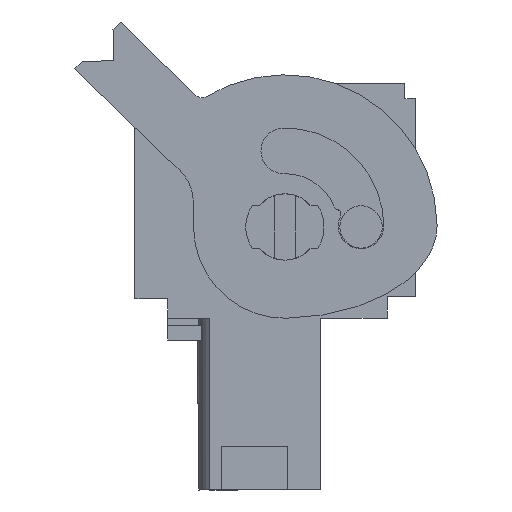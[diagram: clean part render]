
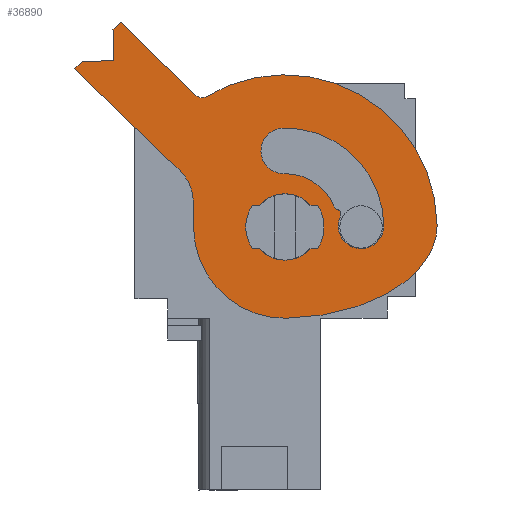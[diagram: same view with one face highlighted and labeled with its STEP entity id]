
A CAD part, left-side view. The second image highlights one B-rep face of the part: STEP entity #36890.
In plain terms, the highlighted planar face has unit normal (-1, 0, 0).
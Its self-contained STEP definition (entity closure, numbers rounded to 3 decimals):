
#36229=AXIS2_PLACEMENT_3D('Circle Axis2P3D',#36227,#36228,$) ;
#36432=AXIS2_PLACEMENT_3D('Circle Axis2P3D',#36430,#36431,$) ;
#36463=AXIS2_PLACEMENT_3D('Circle Axis2P3D',#36461,#36462,$) ;
#36616=AXIS2_PLACEMENT_3D('Circle Axis2P3D',#36614,#36615,$) ;
#36647=AXIS2_PLACEMENT_3D('Circle Axis2P3D',#36645,#36646,$) ;
#36671=AXIS2_PLACEMENT_3D('Circle Axis2P3D',#36669,#36670,$) ;
#36695=AXIS2_PLACEMENT_3D('Circle Axis2P3D',#36693,#36694,$) ;
#36719=AXIS2_PLACEMENT_3D('Circle Axis2P3D',#36717,#36718,$) ;
#36736=AXIS2_PLACEMENT_3D('Circle Axis2P3D',#36734,#36735,$) ;
#36753=AXIS2_PLACEMENT_3D('Circle Axis2P3D',#36751,#36752,$) ;
#36801=AXIS2_PLACEMENT_3D('Circle Axis2P3D',#36799,#36800,$) ;
#36857=AXIS2_PLACEMENT_3D('Plane Axis2P3D',#36854,#36855,#36856) ;
#36875=AXIS2_PLACEMENT_3D('Circle Axis2P3D',#36873,#36874,$) ;
#36224=CARTESIAN_POINT('Vertex',(0.5,6.999,13.625)) ;
#36227=CARTESIAN_POINT('Axis2P3D Location',(0.5,6.999,12.1)) ;
#36231=CARTESIAN_POINT('Vertex',(0.5,6.999,10.575)) ;
#36427=CARTESIAN_POINT('Vertex',(0.5,10.607,18.099)) ;
#36430=CARTESIAN_POINT('Axis2P3D Location',(0.5,6.999,12.1)) ;
#36434=CARTESIAN_POINT('Vertex',(0.5,0.,12.21)) ;
#36458=CARTESIAN_POINT('Vertex',(0.5,6.933,7.901)) ;
#36461=CARTESIAN_POINT('Axis2P3D Location',(0.5,6.999,12.1)) ;
#36465=CARTESIAN_POINT('Vertex',(0.5,11.198,12.034)) ;
#36489=CARTESIAN_POINT('Vertex',(0.5,16.66,19.374)) ;
#36492=CARTESIAN_POINT('Line Origine',(0.5,16.492,19.547)) ;
#36496=CARTESIAN_POINT('Vertex',(0.5,16.324,19.72)) ;
#36516=CARTESIAN_POINT('Line Origine',(0.5,15.605,19.732)) ;
#36520=CARTESIAN_POINT('Vertex',(0.5,14.886,19.743)) ;
#36540=CARTESIAN_POINT('Line Origine',(0.5,14.897,20.462)) ;
#36544=CARTESIAN_POINT('Vertex',(0.5,14.909,21.181)) ;
#36559=CARTESIAN_POINT('Line Origine',(0.5,14.741,21.355)) ;
#36563=CARTESIAN_POINT('Vertex',(0.5,14.573,21.528)) ;
#36583=CARTESIAN_POINT('Line Origine',(0.5,12.832,19.841)) ;
#36587=CARTESIAN_POINT('Vertex',(0.5,11.091,18.154)) ;
#36611=CARTESIAN_POINT('Vertex',(0.5,7.038,14.55)) ;
#36614=CARTESIAN_POINT('Axis2P3D Location',(0.5,6.999,12.1)) ;
#36618=CARTESIAN_POINT('Vertex',(0.5,4.727,13.018)) ;
#36642=CARTESIAN_POINT('Vertex',(0.5,4.583,12.897)) ;
#36645=CARTESIAN_POINT('Axis2P3D Location',(0.5,4.624,12.701)) ;
#36649=CARTESIAN_POINT('Vertex',(0.5,4.444,12.614)) ;
#36669=CARTESIAN_POINT('Axis2P3D Location',(0.5,4.542,13.093)) ;
#36690=CARTESIAN_POINT('Vertex',(0.5,7.071,16.649)) ;
#36693=CARTESIAN_POINT('Axis2P3D Location',(0.5,7.054,15.6)) ;
#36714=CARTESIAN_POINT('Vertex',(0.5,2.45,12.172)) ;
#36717=CARTESIAN_POINT('Axis2P3D Location',(0.5,6.999,12.1)) ;
#36734=CARTESIAN_POINT('Axis2P3D Location',(0.5,3.499,12.155)) ;
#36751=CARTESIAN_POINT('Axis2P3D Location',(0.5,10.813,18.442)) ;
#36772=CARTESIAN_POINT('Vertex',(0.5,11.826,14.689)) ;
#36775=CARTESIAN_POINT('Line Origine',(0.5,14.243,17.031)) ;
#36796=CARTESIAN_POINT('Vertex',(0.5,11.218,13.284)) ;
#36799=CARTESIAN_POINT('Axis2P3D Location',(0.5,13.218,13.253)) ;
#36816=CARTESIAN_POINT('Line Origine',(0.5,11.208,12.659)) ;
#36837=CARTESIAN_POINT('Control Point',(0.5,6.933,7.901)) ;
#36838=CARTESIAN_POINT('Control Point',(0.5,5.853,7.917)) ;
#36839=CARTESIAN_POINT('Control Point',(0.5,4.775,8.059)) ;
#36840=CARTESIAN_POINT('Control Point',(0.5,3.734,8.326)) ;
#36841=CARTESIAN_POINT('Control Point',(0.5,1.928,9.07)) ;
#36842=CARTESIAN_POINT('Control Point',(0.5,0.648,10.227)) ;
#36843=CARTESIAN_POINT('Control Point',(0.5,0.205,10.857)) ;
#36844=CARTESIAN_POINT('Control Point',(0.5,-0.011,11.535)) ;
#36845=CARTESIAN_POINT('Control Point',(0.5,0.,12.21)) ;
#36854=CARTESIAN_POINT('Axis2P3D Location',(0.5,8.399,24.2)) ;
#36873=CARTESIAN_POINT('Axis2P3D Location',(0.5,6.999,12.1)) ;
#36228=DIRECTION('Axis2P3D Direction',(-1.,0.,0.)) ;
#36431=DIRECTION('Axis2P3D Direction',(-1.,0.,0.)) ;
#36462=DIRECTION('Axis2P3D Direction',(-1.,0.,0.)) ;
#36493=DIRECTION('Vector Direction',(0.,-0.696,0.718)) ;
#36517=DIRECTION('Vector Direction',(0.,-1.,0.016)) ;
#36541=DIRECTION('Vector Direction',(0.,0.016,1.)) ;
#36560=DIRECTION('Vector Direction',(0.,-0.696,0.718)) ;
#36584=DIRECTION('Vector Direction',(0.,-0.718,-0.696)) ;
#36615=DIRECTION('Axis2P3D Direction',(-1.,0.,0.)) ;
#36646=DIRECTION('Axis2P3D Direction',(-1.,0.,0.)) ;
#36670=DIRECTION('Axis2P3D Direction',(-1.,0.,0.)) ;
#36694=DIRECTION('Axis2P3D Direction',(-1.,0.,0.)) ;
#36718=DIRECTION('Axis2P3D Direction',(-1.,0.,0.)) ;
#36735=DIRECTION('Axis2P3D Direction',(-1.,0.,0.)) ;
#36752=DIRECTION('Axis2P3D Direction',(-1.,0.,0.)) ;
#36776=DIRECTION('Vector Direction',(0.,-0.718,-0.696)) ;
#36800=DIRECTION('Axis2P3D Direction',(-1.,0.,0.)) ;
#36817=DIRECTION('Vector Direction',(0.,-0.016,-1.)) ;
#36855=DIRECTION('Axis2P3D Direction',(1.,0.,0.)) ;
#36856=DIRECTION('Axis2P3D XDirection',(0.,0.,-1.)) ;
#36874=DIRECTION('Axis2P3D Direction',(1.,0.,0.)) ;
#36494=VECTOR('Line Direction',#36493,1.) ;
#36518=VECTOR('Line Direction',#36517,1.) ;
#36542=VECTOR('Line Direction',#36541,1.) ;
#36561=VECTOR('Line Direction',#36560,1.) ;
#36585=VECTOR('Line Direction',#36584,1.) ;
#36777=VECTOR('Line Direction',#36776,1.) ;
#36818=VECTOR('Line Direction',#36817,1.) ;
#36860=ORIENTED_EDGE('',*,*,#36846,.T.) ;
#36861=ORIENTED_EDGE('',*,*,#36436,.F.) ;
#36862=ORIENTED_EDGE('',*,*,#36755,.T.) ;
#36863=ORIENTED_EDGE('',*,*,#36589,.F.) ;
#36864=ORIENTED_EDGE('',*,*,#36565,.F.) ;
#36865=ORIENTED_EDGE('',*,*,#36546,.F.) ;
#36866=ORIENTED_EDGE('',*,*,#36522,.F.) ;
#36867=ORIENTED_EDGE('',*,*,#36498,.F.) ;
#36868=ORIENTED_EDGE('',*,*,#36779,.T.) ;
#36869=ORIENTED_EDGE('',*,*,#36803,.T.) ;
#36870=ORIENTED_EDGE('',*,*,#36820,.T.) ;
#36871=ORIENTED_EDGE('',*,*,#36467,.F.) ;
#36879=ORIENTED_EDGE('',*,*,#36877,.T.) ;
#36880=ORIENTED_EDGE('',*,*,#36233,.T.) ;
#36883=ORIENTED_EDGE('',*,*,#36721,.T.) ;
#36884=ORIENTED_EDGE('',*,*,#36738,.T.) ;
#36885=ORIENTED_EDGE('',*,*,#36651,.F.) ;
#36886=ORIENTED_EDGE('',*,*,#36673,.T.) ;
#36887=ORIENTED_EDGE('',*,*,#36620,.F.) ;
#36888=ORIENTED_EDGE('',*,*,#36697,.T.) ;
#36881=FACE_BOUND('',#36878,.T.) ;
#36889=FACE_BOUND('',#36882,.T.) ;
#36890=ADVANCED_FACE('L\X2\00F6\X0\sehebel.2',(#36872,#36881,#36889),#36858,.F.) ;
#36836=B_SPLINE_CURVE_WITH_KNOTS('',5,(#36837,#36838,#36839,#36840,#36841,#36842,#36843,#36844,#36845),.UNSPECIFIED.,.F.,.U.,(6,3,6),(0.,8.296,15.673),.UNSPECIFIED.) ;
#36230=CIRCLE('generated circle',#36229,1.525) ;
#36433=CIRCLE('generated circle',#36432,7.) ;
#36464=CIRCLE('generated circle',#36463,4.2) ;
#36617=CIRCLE('generated circle',#36616,2.45) ;
#36648=CIRCLE('generated circle',#36647,0.2) ;
#36672=CIRCLE('generated circle',#36671,0.2) ;
#36696=CIRCLE('generated circle',#36695,1.05) ;
#36720=CIRCLE('generated circle',#36719,4.55) ;
#36737=CIRCLE('generated circle',#36736,1.05) ;
#36754=CIRCLE('generated circle',#36753,0.4) ;
#36802=CIRCLE('generated circle',#36801,2.) ;
#36876=CIRCLE('generated circle',#36875,1.525) ;
#36233=EDGE_CURVE('',#36232,#36225,#36230,.F.) ;
#36436=EDGE_CURVE('',#36428,#36435,#36433,.F.) ;
#36467=EDGE_CURVE('',#36459,#36466,#36464,.F.) ;
#36498=EDGE_CURVE('',#36490,#36497,#36495,.T.) ;
#36522=EDGE_CURVE('',#36497,#36521,#36519,.T.) ;
#36546=EDGE_CURVE('',#36521,#36545,#36543,.T.) ;
#36565=EDGE_CURVE('',#36545,#36564,#36562,.T.) ;
#36589=EDGE_CURVE('',#36564,#36588,#36586,.T.) ;
#36620=EDGE_CURVE('',#36612,#36619,#36617,.F.) ;
#36651=EDGE_CURVE('',#36643,#36650,#36648,.F.) ;
#36673=EDGE_CURVE('',#36643,#36619,#36672,.F.) ;
#36697=EDGE_CURVE('',#36612,#36691,#36696,.F.) ;
#36721=EDGE_CURVE('',#36691,#36715,#36720,.F.) ;
#36738=EDGE_CURVE('',#36715,#36650,#36737,.F.) ;
#36755=EDGE_CURVE('',#36428,#36588,#36754,.F.) ;
#36779=EDGE_CURVE('',#36490,#36773,#36778,.T.) ;
#36803=EDGE_CURVE('',#36773,#36797,#36802,.F.) ;
#36820=EDGE_CURVE('',#36797,#36466,#36819,.T.) ;
#36846=EDGE_CURVE('',#36459,#36435,#36836,.T.) ;
#36877=EDGE_CURVE('',#36225,#36232,#36876,.T.) ;
#36859=EDGE_LOOP('',(#36860,#36861,#36862,#36863,#36864,#36865,#36866,#36867,#36868,#36869,#36870,#36871)) ;
#36878=EDGE_LOOP('',(#36879,#36880)) ;
#36882=EDGE_LOOP('',(#36883,#36884,#36885,#36886,#36887,#36888)) ;
#36872=FACE_OUTER_BOUND('',#36859,.T.) ;
#36495=LINE('Line',#36492,#36494) ;
#36519=LINE('Line',#36516,#36518) ;
#36543=LINE('Line',#36540,#36542) ;
#36562=LINE('Line',#36559,#36561) ;
#36586=LINE('Line',#36583,#36585) ;
#36778=LINE('Line',#36775,#36777) ;
#36819=LINE('Line',#36816,#36818) ;
#36858=PLANE('',#36857) ;
#36225=VERTEX_POINT('',#36224) ;
#36232=VERTEX_POINT('',#36231) ;
#36428=VERTEX_POINT('',#36427) ;
#36435=VERTEX_POINT('',#36434) ;
#36459=VERTEX_POINT('',#36458) ;
#36466=VERTEX_POINT('',#36465) ;
#36490=VERTEX_POINT('',#36489) ;
#36497=VERTEX_POINT('',#36496) ;
#36521=VERTEX_POINT('',#36520) ;
#36545=VERTEX_POINT('',#36544) ;
#36564=VERTEX_POINT('',#36563) ;
#36588=VERTEX_POINT('',#36587) ;
#36612=VERTEX_POINT('',#36611) ;
#36619=VERTEX_POINT('',#36618) ;
#36643=VERTEX_POINT('',#36642) ;
#36650=VERTEX_POINT('',#36649) ;
#36691=VERTEX_POINT('',#36690) ;
#36715=VERTEX_POINT('',#36714) ;
#36773=VERTEX_POINT('',#36772) ;
#36797=VERTEX_POINT('',#36796) ;
